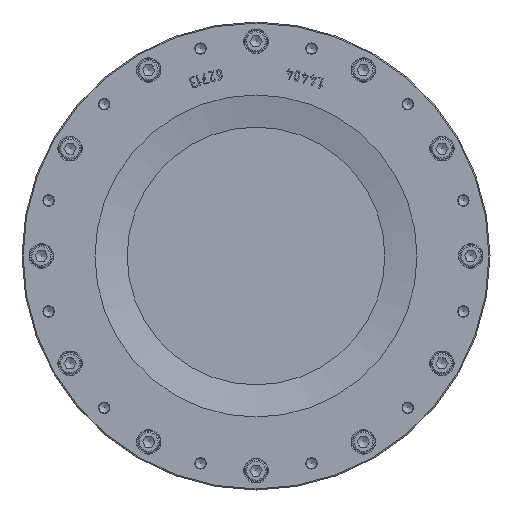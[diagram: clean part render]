
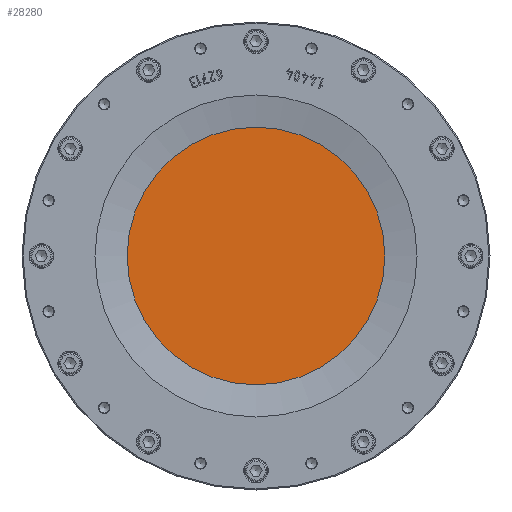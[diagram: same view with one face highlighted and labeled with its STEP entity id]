
A CAD part, front view. The second image highlights one B-rep face of the part: STEP entity #28280.
In plain terms, the highlighted face is planar.
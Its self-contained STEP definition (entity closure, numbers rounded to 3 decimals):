
#4077=CIRCLE('',#30630,73.);
#5600=FACE_OUTER_BOUND('',#7500,.T.);
#7500=EDGE_LOOP('',(#21484));
#12351=VERTEX_POINT('',#44533);
#15598=EDGE_CURVE('',#12351,#12351,#4077,.T.);
#21484=ORIENTED_EDGE('',*,*,#15598,.F.);
#27463=PLANE('',#30634);
#28280=ADVANCED_FACE('',(#5600),#27463,.F.);
#30630=AXIS2_PLACEMENT_3D('',#44534,#34441,#34442);
#30634=AXIS2_PLACEMENT_3D('',#44542,#34451,#34452);
#34441=DIRECTION('center_axis',(0.,0.,1.));
#34442=DIRECTION('ref_axis',(-1.,0.,0.));
#34451=DIRECTION('center_axis',(0.,0.,1.));
#34452=DIRECTION('ref_axis',(1.,0.,0.));
#44533=CARTESIAN_POINT('',(73.,0.,0.));
#44534=CARTESIAN_POINT('Origin',(0.,0.,0.));
#44542=CARTESIAN_POINT('Origin',(0.,0.,
0.));
